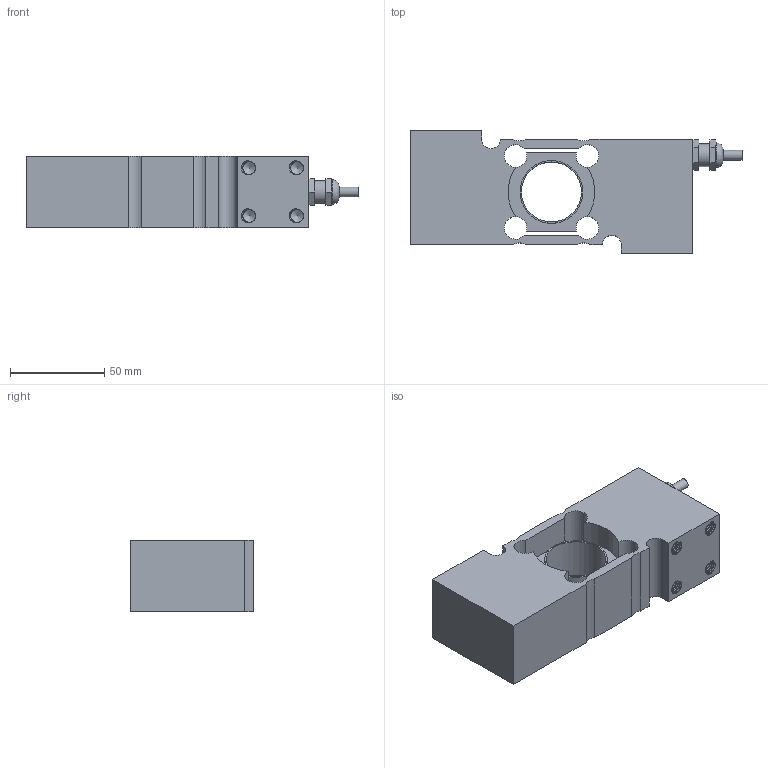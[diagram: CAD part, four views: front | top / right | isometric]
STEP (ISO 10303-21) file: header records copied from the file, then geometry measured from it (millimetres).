
FILE_DESCRIPTION(/* description */ (''),/* implementation_level */ '2;1');
FILE_NAME(/* name */ '651KS22-(50-500)kg v3.step',/* time_stamp */ '2020-02-11T14:45:07-08:00',/* author */ (''),/* organization */ (''),/* preprocessor_version */ 'ST-DEVELOPER v18',/* originating_system */ 'Autodesk Translation Framework v8.12.0.6',/* authorisation */ '');
FILE_SCHEMA (('AUTOMOTIVE_DESIGN { 1 0 10303 214 3 1 1 }'));
Length unit declared in the file: millimetre
Products named in the file (2): 651KS22-(50-500)kg; Connector
Assembly tree (1 placements, depth 2):
  651KS22-(50-500)kg
    Connector
Bounding box: 176.03 x 65 x 38 mm (x, y, z)
Volume: 254526.7 mm3; surface area: 50198.6 mm2
Topology: 2 solids, 2 shells, 353 faces, 944 edges, 600 vertices
Faces by surface type: cylinder 278, plane 49, bspline 17, cone 9
Full cylindrical faces by diameter (mm): 5.1 x1, 6.779 x112, 8.17 x112, 10 x1, 12 x2, 13 x1, 31.8 x1, 33.311 x2
Entity records: 24809 total; most frequent: CARTESIAN_POINT 16917, ORIENTED_EDGE 1870, DIRECTION 1245, EDGE_CURVE 935, VERTEX_POINT 600, B_SPLINE_CURVE_WITH_KNOTS 472, AXIS2_PLACEMENT_3D 443, EDGE_LOOP 373
